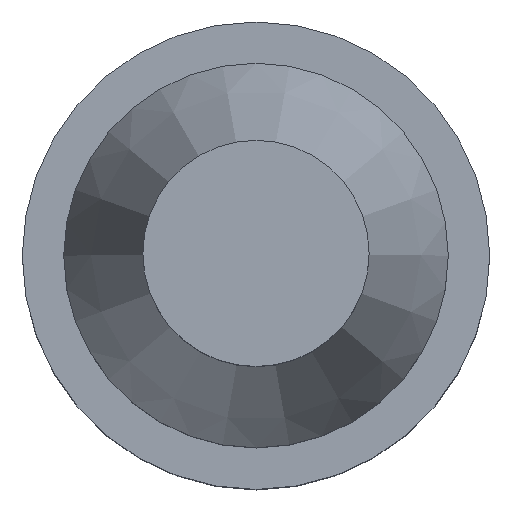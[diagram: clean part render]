
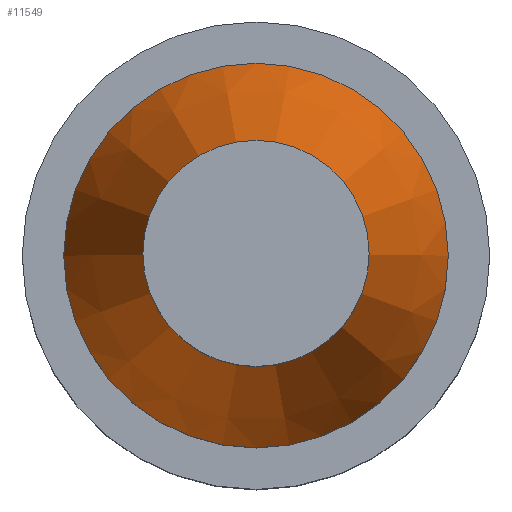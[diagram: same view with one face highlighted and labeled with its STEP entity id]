
A CAD part, top view. The second image highlights one B-rep face of the part: STEP entity #11549.
In plain terms, the highlighted conical face has half-angle 19.047 degrees and reference radius 5.5 mm.
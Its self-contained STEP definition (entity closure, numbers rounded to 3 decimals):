
#101=CONICAL_SURFACE($,#12061,5.5,19.047);
#212=CIRCLE($,#12060,5.5);
#213=CIRCLE($,#12062,12.75);
#1638=FACE_OUTER_BOUND($,#2614,.T.);
#1803=FACE_BOUND($,#2615,.T.);
#2614=EDGE_LOOP($,(#10481));
#2615=EDGE_LOOP($,(#10482));
#5673=VERTEX_POINT($,#21570);
#5674=VERTEX_POINT($,#21573);
#7278=EDGE_CURVE($,#5673,#5673,#212,.T.);
#7279=EDGE_CURVE($,#5674,#5674,#213,.T.);
#10481=ORIENTED_EDGE($,*,*,#7278,.T.);
#10482=ORIENTED_EDGE($,*,*,#7279,.T.);
#11549=ADVANCED_FACE($,(#1638,#1803),#101,.T.);
#12060=AXIS2_PLACEMENT_3D($,#21571,#14050,#14051);
#12061=AXIS2_PLACEMENT_3D($,#21572,#14052,#14053);
#12062=AXIS2_PLACEMENT_3D($,#21574,#14054,#14055);
#14050=DIRECTION('center_axis',(0.,0.,-1.));
#14051=DIRECTION('ref_axis',(-1.,0.,0.));
#14052=DIRECTION('center_axis',(0.,0.,-1.));
#14053=DIRECTION('ref_axis',(1.,0.,0.));
#14054=DIRECTION('center_axis',(0.,0.,1.));
#14055=DIRECTION('ref_axis',(-1.,0.,0.));
#21570=CARTESIAN_POINT('',(-5.5,0.,47.));
#21571=CARTESIAN_POINT('Origin',(0.,0.,47.));
#21572=CARTESIAN_POINT('Origin',(0.,0.,47.));
#21573=CARTESIAN_POINT('',(12.75,0.,26.));
#21574=CARTESIAN_POINT('Origin',(0.,0.,26.));
